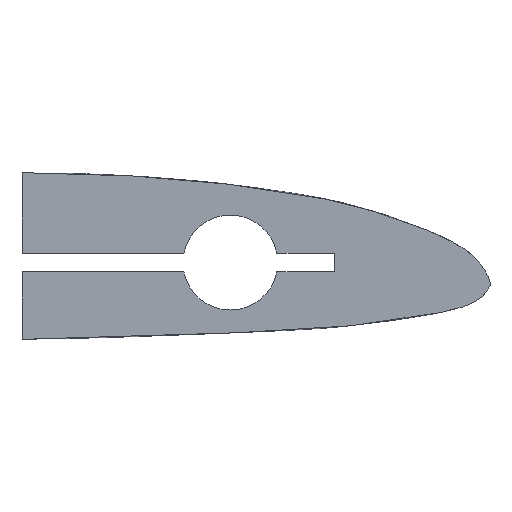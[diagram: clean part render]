
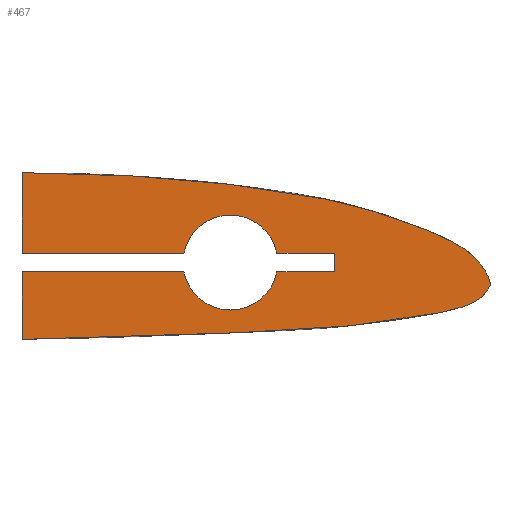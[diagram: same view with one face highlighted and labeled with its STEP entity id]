
A CAD part, left-side view. The second image highlights one B-rep face of the part: STEP entity #467.
In plain terms, the highlighted planar face has unit normal (-1, 0, 0).
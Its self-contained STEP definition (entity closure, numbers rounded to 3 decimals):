
#18=CIRCLE('',#497,4.1);
#20=CIRCLE('',#503,4.1);
#60=FACE_OUTER_BOUND('',#91,.T.);
#91=EDGE_LOOP('',(#415,#416,#417,#418,#419,#420,#421,#422,#423,#424,#425,
#426));
#103=LINE('',#1194,#140);
#107=LINE('',#1269,#144);
#110=LINE('',#1275,#147);
#114=LINE('',#1287,#151);
#117=LINE('',#1293,#154);
#120=LINE('',#1299,#157);
#124=LINE('',#1311,#161);
#127=LINE('',#1317,#164);
#140=VECTOR('',#543,10.);
#144=VECTOR('',#549,10.);
#147=VECTOR('',#554,10.);
#151=VECTOR('',#566,10.);
#154=VECTOR('',#571,10.);
#157=VECTOR('',#576,10.);
#161=VECTOR('',#588,10.);
#164=VECTOR('',#593,10.);
#185=B_SPLINE_CURVE_WITH_KNOTS('',3,(#1245,#1246,#1247,#1248,#1249,#1250,
#1251,#1252,#1253,#1254,#1255,#1256,#1257,#1258,#1259,#1260,#1261,#1262,
#1263),.UNSPECIFIED.,.F.,.F.,(4,3,3,3,3,3,4),(6.791,7.04,
7.73,8.188,8.519,8.652,8.749),
 .UNSPECIFIED.);
#187=B_SPLINE_CURVE_WITH_KNOTS('',3,(#1412,#1413,#1414,#1415,#1416,#1417,
#1418,#1419,#1420,#1421,#1422,#1423,#1424,#1425,#1426,#1427,#1428,#1429,
#1430,#1431,#1432,#1433,#1434,#1435,#1436,#1437,#1438,#1439,#1440,#1441,
#1442),.UNSPECIFIED.,.F.,.F.,(4,3,3,3,3,3,3,3,3,3,4),(0.,0.04,
0.118,0.236,0.386,0.542,
0.783,0.817,0.933,1.034,
1.092),.UNSPECIFIED.);
#210=VERTEX_POINT('',#1191);
#211=VERTEX_POINT('',#1193);
#213=VERTEX_POINT('',#1244);
#215=VERTEX_POINT('',#1268);
#217=VERTEX_POINT('',#1274);
#219=VERTEX_POINT('',#1280);
#221=VERTEX_POINT('',#1286);
#223=VERTEX_POINT('',#1292);
#225=VERTEX_POINT('',#1298);
#227=VERTEX_POINT('',#1304);
#229=VERTEX_POINT('',#1310);
#231=VERTEX_POINT('',#1316);
#263=EDGE_CURVE('',#211,#210,#103,.T.);
#266=EDGE_CURVE('',#213,#211,#185,.T.);
#269=EDGE_CURVE('',#215,#213,#107,.T.);
#272=EDGE_CURVE('',#217,#215,#110,.T.);
#275=EDGE_CURVE('',#219,#217,#18,.T.);
#278=EDGE_CURVE('',#221,#219,#114,.T.);
#281=EDGE_CURVE('',#223,#221,#117,.T.);
#284=EDGE_CURVE('',#225,#223,#120,.T.);
#287=EDGE_CURVE('',#227,#225,#20,.T.);
#290=EDGE_CURVE('',#229,#227,#124,.T.);
#293=EDGE_CURVE('',#231,#229,#127,.T.);
#296=EDGE_CURVE('',#210,#231,#187,.T.);
#415=ORIENTED_EDGE('',*,*,#296,.T.);
#416=ORIENTED_EDGE('',*,*,#293,.T.);
#417=ORIENTED_EDGE('',*,*,#290,.T.);
#418=ORIENTED_EDGE('',*,*,#287,.T.);
#419=ORIENTED_EDGE('',*,*,#284,.T.);
#420=ORIENTED_EDGE('',*,*,#281,.T.);
#421=ORIENTED_EDGE('',*,*,#278,.T.);
#422=ORIENTED_EDGE('',*,*,#275,.T.);
#423=ORIENTED_EDGE('',*,*,#272,.T.);
#424=ORIENTED_EDGE('',*,*,#269,.T.);
#425=ORIENTED_EDGE('',*,*,#266,.T.);
#426=ORIENTED_EDGE('',*,*,#263,.T.);
#442=PLANE('',#507);
#467=ADVANCED_FACE('',(#60),#442,.F.);
#497=AXIS2_PLACEMENT_3D('',#1281,#560,#561);
#503=AXIS2_PLACEMENT_3D('',#1305,#582,#583);
#507=AXIS2_PLACEMENT_3D('',#1444,#597,#598);
#543=DIRECTION('',(0.,0.,1.));
#549=DIRECTION('',(0.,0.,-1.));
#554=DIRECTION('',(0.,1.,0.));
#560=DIRECTION('center_axis',(1.,0.,0.));
#561=DIRECTION('ref_axis',(0.,-0.981,-0.194));
#566=DIRECTION('',(0.,1.,0.));
#571=DIRECTION('',(0.,0.,-1.));
#576=DIRECTION('',(0.,-1.,0.));
#582=DIRECTION('center_axis',(1.,0.,0.));
#583=DIRECTION('ref_axis',(0.,0.981,0.196));
#588=DIRECTION('',(0.,-1.,0.));
#593=DIRECTION('',(0.,0.,-1.));
#597=DIRECTION('center_axis',(1.,0.,0.));
#598=DIRECTION('ref_axis',(0.,1.,0.));
#1191=CARTESIAN_POINT('',(386.,17.568,0.312));
#1193=CARTESIAN_POINT('',(386.,17.568,0.));
#1194=CARTESIAN_POINT('',(386.,17.568,0.312));
#1244=CARTESIAN_POINT('',(386.,58.,-4.634));
#1245=CARTESIAN_POINT('Ctrl Pts',(386.,58.,-4.634));
#1246=CARTESIAN_POINT('Ctrl Pts',(386.,56.242,-4.611));
#1247=CARTESIAN_POINT('Ctrl Pts',(386.,54.443,-4.577));
#1248=CARTESIAN_POINT('Ctrl Pts',(386.,52.643,-4.531));
#1249=CARTESIAN_POINT('Ctrl Pts',(386.,47.658,-4.405));
#1250=CARTESIAN_POINT('Ctrl Pts',(386.,35.352,-3.949));
#1251=CARTESIAN_POINT('Ctrl Pts',(386.,31.553,-3.651));
#1252=CARTESIAN_POINT('Ctrl Pts',(386.,29.03,-3.453));
#1253=CARTESIAN_POINT('Ctrl Pts',(386.,24.987,-2.903));
#1254=CARTESIAN_POINT('Ctrl Pts',(386.,22.498,-2.443));
#1255=CARTESIAN_POINT('Ctrl Pts',(386.,20.699,-2.11));
#1256=CARTESIAN_POINT('Ctrl Pts',(386.,19.692,-1.816));
#1257=CARTESIAN_POINT('Ctrl Pts',(386.,18.984,-1.424));
#1258=CARTESIAN_POINT('Ctrl Pts',(386.,18.698,-1.266));
#1259=CARTESIAN_POINT('Ctrl Pts',(386.,18.373,-1.044));
#1260=CARTESIAN_POINT('Ctrl Pts',(386.,18.064,-0.71));
#1261=CARTESIAN_POINT('Ctrl Pts',(386.,17.84,-0.466));
#1262=CARTESIAN_POINT('Ctrl Pts',(386.,17.666,-0.209));
#1263=CARTESIAN_POINT('Ctrl Pts',(386.,17.568,0.));
#1268=CARTESIAN_POINT('',(386.,58.,1.203));
#1269=CARTESIAN_POINT('',(386.,58.,10.766));
#1274=CARTESIAN_POINT('',(386.,44.022,1.203));
#1275=CARTESIAN_POINT('',(386.,58.,1.203));
#1280=CARTESIAN_POINT('',(386.,35.978,1.203));
#1281=CARTESIAN_POINT('Origin',(386.,40.,2.));
#1286=CARTESIAN_POINT('',(386.,31.,1.203));
#1287=CARTESIAN_POINT('',(386.,35.978,1.203));
#1292=CARTESIAN_POINT('',(386.,31.,2.803));
#1293=CARTESIAN_POINT('',(386.,31.,2.803));
#1298=CARTESIAN_POINT('',(386.,35.979,2.803));
#1299=CARTESIAN_POINT('',(386.,35.979,2.803));
#1304=CARTESIAN_POINT('',(386.,44.021,2.803));
#1305=CARTESIAN_POINT('Origin',(386.,40.,2.));
#1310=CARTESIAN_POINT('',(386.,58.,2.803));
#1311=CARTESIAN_POINT('',(386.,58.,2.803));
#1316=CARTESIAN_POINT('',(386.,58.,9.767));
#1317=CARTESIAN_POINT('',(386.,58.,10.766));
#1412=CARTESIAN_POINT('Ctrl Pts',(386.,17.568,0.312));
#1413=CARTESIAN_POINT('Ctrl Pts',(386.,17.599,0.442));
#1414=CARTESIAN_POINT('Ctrl Pts',(386.,17.657,0.604));
#1415=CARTESIAN_POINT('Ctrl Pts',(386.,17.734,0.777));
#1416=CARTESIAN_POINT('Ctrl Pts',(386.,17.882,1.113));
#1417=CARTESIAN_POINT('Ctrl Pts',(386.,18.083,1.456));
#1418=CARTESIAN_POINT('Ctrl Pts',(386.,18.283,1.735));
#1419=CARTESIAN_POINT('Ctrl Pts',(386.,18.587,2.158));
#1420=CARTESIAN_POINT('Ctrl Pts',(386.,18.911,2.482));
#1421=CARTESIAN_POINT('Ctrl Pts',(386.,19.246,2.761));
#1422=CARTESIAN_POINT('Ctrl Pts',(386.,19.671,3.115));
#1423=CARTESIAN_POINT('Ctrl Pts',(386.,20.213,3.474));
#1424=CARTESIAN_POINT('Ctrl Pts',(386.,20.958,3.866));
#1425=CARTESIAN_POINT('Ctrl Pts',(386.,21.735,4.273));
#1426=CARTESIAN_POINT('Ctrl Pts',(386.,22.768,4.73));
#1427=CARTESIAN_POINT('Ctrl Pts',(386.,24.02,5.206));
#1428=CARTESIAN_POINT('Ctrl Pts',(386.,25.951,5.94));
#1429=CARTESIAN_POINT('Ctrl Pts',(386.,28.328,6.713));
#1430=CARTESIAN_POINT('Ctrl Pts',(386.,30.622,7.241));
#1431=CARTESIAN_POINT('Ctrl Pts',(386.,30.943,7.315));
#1432=CARTESIAN_POINT('Ctrl Pts',(386.,31.313,7.396));
#1433=CARTESIAN_POINT('Ctrl Pts',(386.,31.799,7.493));
#1434=CARTESIAN_POINT('Ctrl Pts',(386.,33.485,7.828));
#1435=CARTESIAN_POINT('Ctrl Pts',(386.,36.292,8.305));
#1436=CARTESIAN_POINT('Ctrl Pts',(386.,39.896,8.737));
#1437=CARTESIAN_POINT('Ctrl Pts',(386.,43.007,9.109));
#1438=CARTESIAN_POINT('Ctrl Pts',(386.,46.728,9.424));
#1439=CARTESIAN_POINT('Ctrl Pts',(386.,50.806,9.598));
#1440=CARTESIAN_POINT('Ctrl Pts',(386.,53.178,9.699));
#1441=CARTESIAN_POINT('Ctrl Pts',(386.,55.643,9.753));
#1442=CARTESIAN_POINT('Ctrl Pts',(386.,58.,9.767));
#1444=CARTESIAN_POINT('Origin',(386.,37.784,2.568));
